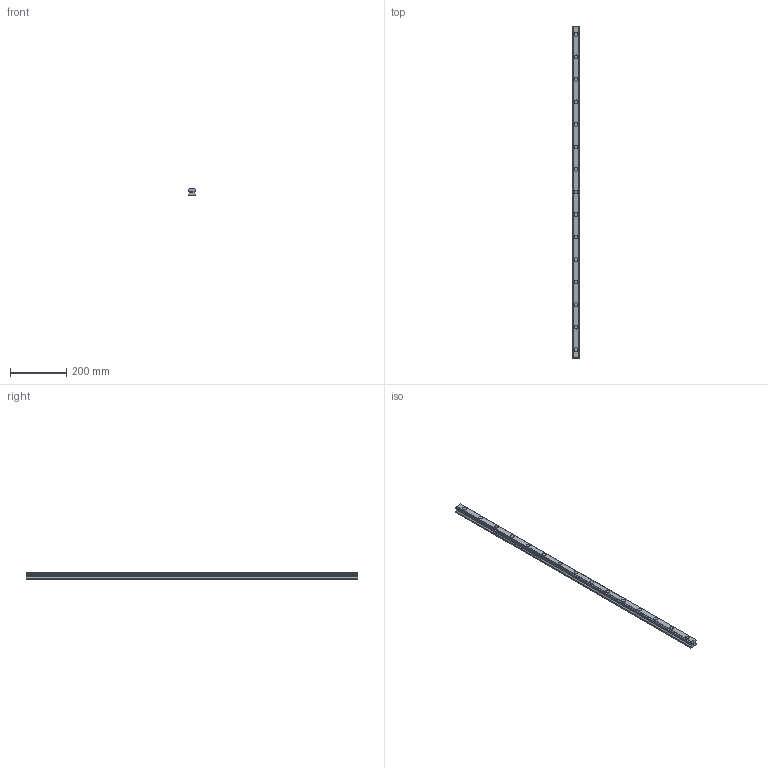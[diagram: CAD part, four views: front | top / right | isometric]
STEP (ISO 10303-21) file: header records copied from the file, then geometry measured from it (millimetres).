
FILE_DESCRIPTION(('STEP AP214'),'1');
FILE_NAME('cctmp_31ADDD54-2C4C-47E2-BBDB-287B8B8BB2F3_2020_6_24_13_23_44_977..stp','2020-06-24T11:23:45',('HIWIN GmbH'),('CADClick - www.CADClick.com'),'Spatial InterOp 3D',' ','unknown authorization');
FILE_SCHEMA(('AUTOMOTIVE_DESIGN'));
Length unit declared in the file: millimetre
Products named in the file (1): HGR30R1180H_FILE
Bounding box: 28 x 1180 x 26 mm (x, y, z)
Volume: 685911.6 mm3; surface area: 147214.1 mm2
Topology: 1 solids, 1 shells, 250 faces, 597 edges, 398 vertices
Faces by surface type: plane 138, cylinder 112
Entity records: 9329 total; most frequent: DIRECTION 1323, CARTESIAN_POINT 1246, ORIENTED_EDGE 1194, EDGE_CURVE 597, AXIS2_PLACEMENT_3D 475, VERTEX_POINT 398, LINE 373, VECTOR 373
